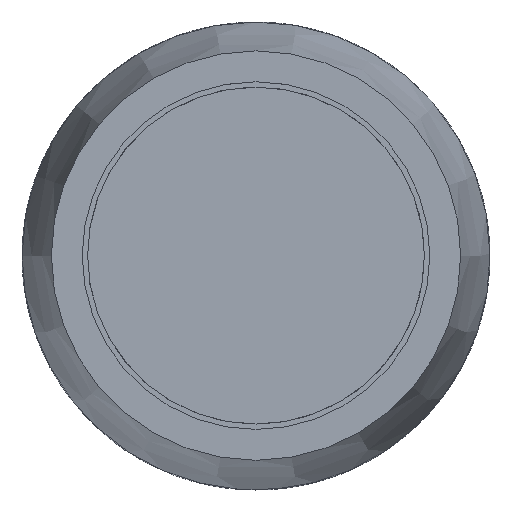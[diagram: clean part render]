
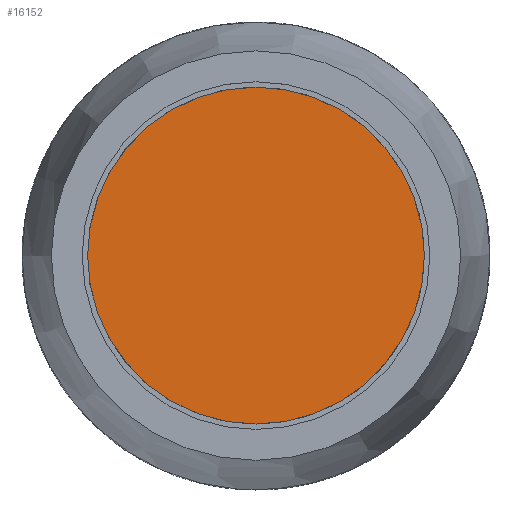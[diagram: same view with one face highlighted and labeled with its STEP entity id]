
A CAD part, top view. The second image highlights one B-rep face of the part: STEP entity #16152.
In plain terms, the highlighted planar face has unit normal (0, 0, 1).
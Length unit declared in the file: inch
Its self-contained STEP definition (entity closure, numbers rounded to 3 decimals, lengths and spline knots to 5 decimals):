
#16136=CARTESIAN_POINT('',(-0.38976,0.38976,0.09268));
#16137=DIRECTION('',(0.0,0.0,-1.0));
#16138=DIRECTION('',(-1.0,0.0,0.0));
#16139=AXIS2_PLACEMENT_3D('',#16136,#16137,#16138);
#16140=PLANE('',#16139);
#16141=CARTESIAN_POINT('',(-0.35433,0.,0.09268));
#16142=VERTEX_POINT('',#16141);
#16143=CARTESIAN_POINT('',(0.,0.0,0.09268));
#16144=DIRECTION('',(0.0,0.0,-1.0));
#16145=DIRECTION('',(1.0,0.0,0.0));
#16146=AXIS2_PLACEMENT_3D('',#16143,#16144,#16145);
#16147=CIRCLE('',#16146,0.35433);
#16148=EDGE_CURVE('',#16142,#16142,#16147,.T.);
#16149=ORIENTED_EDGE('',*,*,#16148,.F.);
#16150=EDGE_LOOP('',(#16149));
#16151=FACE_OUTER_BOUND('',#16150,.T.);
#16152=ADVANCED_FACE('',(#16151),#16140,.F.);
